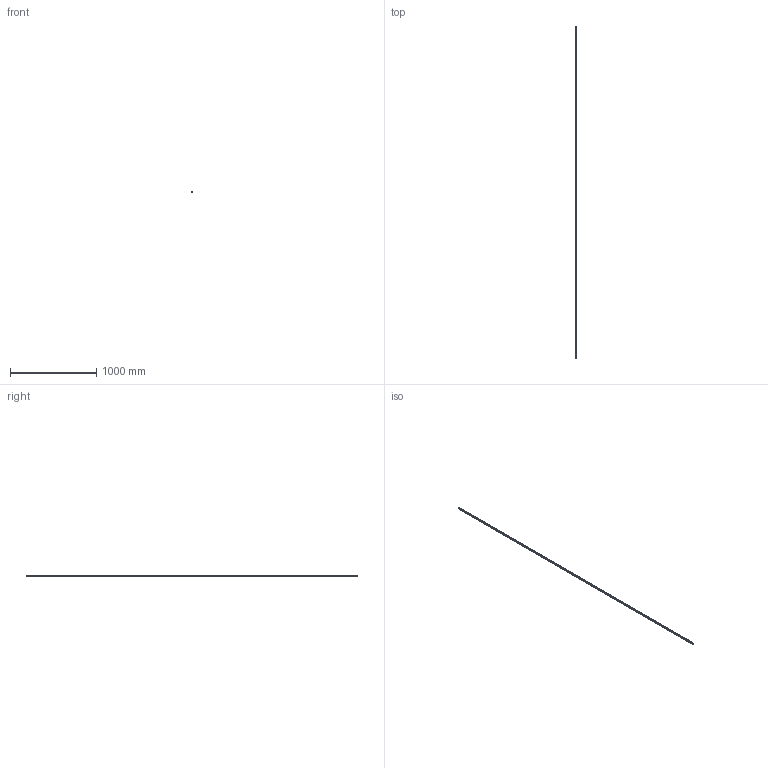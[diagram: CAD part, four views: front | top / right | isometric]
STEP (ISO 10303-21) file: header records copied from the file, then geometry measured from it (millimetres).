
FILE_DESCRIPTION(('STEP AP214'),'1');
FILE_NAME('cctmp_715C6D8F-0AFB-4FE9-8858-360FFF5B41C2_2020_4_23_12_25_6_371..stp','2020-04-23T10:25:06',('HIWIN GmbH'),('CADClick - www.CADClick.com'),'Spatial InterOp 3D',' ','unknown authorization');
FILE_SCHEMA(('AUTOMOTIVE_DESIGN'));
Length unit declared in the file: millimetre
Products named in the file (1): HGR15R3840H_FILE
Bounding box: 15 x 3840 x 15 mm (x, y, z)
Volume: 705531.8 mm3; surface area: 255530.5 mm2
Topology: 1 solids, 1 shells, 691 faces, 1479 edges, 986 vertices
Faces by surface type: cylinder 410, plane 281
Entity records: 24625 total; most frequent: DIRECTION 3683, CARTESIAN_POINT 3157, ORIENTED_EDGE 2958, AXIS2_PLACEMENT_3D 1512, EDGE_CURVE 1479, VERTEX_POINT 986, EDGE_LOOP 887, CIRCLE 820
